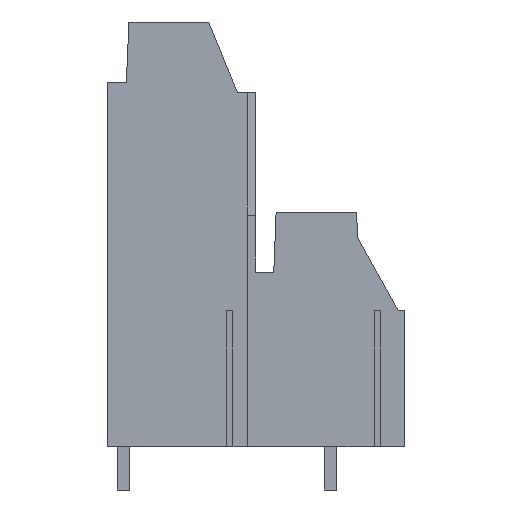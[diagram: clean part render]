
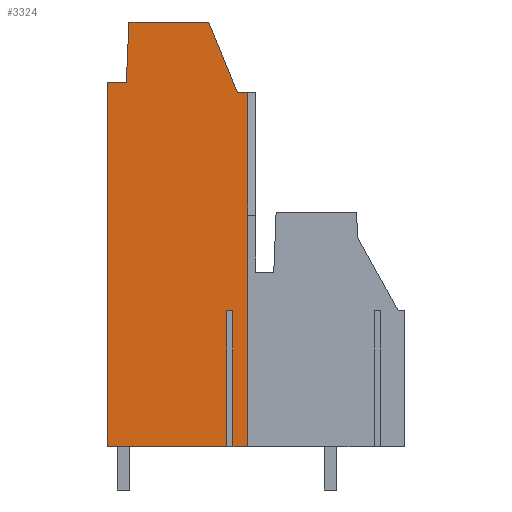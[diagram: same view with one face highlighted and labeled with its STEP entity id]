
A CAD part, left-side view. The second image highlights one B-rep face of the part: STEP entity #3324.
In plain terms, the highlighted planar face has unit normal (-1, 0, 0).
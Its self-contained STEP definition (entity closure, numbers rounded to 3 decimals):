
#3249=AXIS2_PLACEMENT_3D('Plane Axis2P3D',#3246,#3247,#3248) ;
#602=CARTESIAN_POINT('Vertex',(0.,21.94,3.2)) ;
#794=CARTESIAN_POINT('Vertex',(0.,11.574,3.2)) ;
#797=CARTESIAN_POINT('Line Origine',(0.,12.12,3.2)) ;
#801=CARTESIAN_POINT('Vertex',(0.,12.665,3.2)) ;
#850=CARTESIAN_POINT('Vertex',(0.,13.115,3.2)) ;
#853=CARTESIAN_POINT('Line Origine',(0.,17.528,3.2)) ;
#1230=CARTESIAN_POINT('Vertex',(0.,11.574,29.26)) ;
#1233=CARTESIAN_POINT('Line Origine',(0.,11.574,16.23)) ;
#3246=CARTESIAN_POINT('Axis2P3D Location',(0.,11.,17.2)) ;
#3251=CARTESIAN_POINT('Line Origine',(0.,21.94,16.625)) ;
#3255=CARTESIAN_POINT('Vertex',(0.,21.94,30.05)) ;
#3258=CARTESIAN_POINT('Line Origine',(0.,13.115,8.2)) ;
#3262=CARTESIAN_POINT('Vertex',(0.,13.115,13.2)) ;
#3265=CARTESIAN_POINT('Line Origine',(0.,12.89,13.2)) ;
#3269=CARTESIAN_POINT('Vertex',(0.,12.665,13.2)) ;
#3272=CARTESIAN_POINT('Line Origine',(0.,12.665,8.2)) ;
#3277=CARTESIAN_POINT('Line Origine',(0.,11.956,29.26)) ;
#3281=CARTESIAN_POINT('Vertex',(0.,12.337,29.26)) ;
#3284=CARTESIAN_POINT('Line Origine',(0.,13.393,31.865)) ;
#3288=CARTESIAN_POINT('Vertex',(0.,14.449,34.47)) ;
#3291=CARTESIAN_POINT('Line Origine',(0.,17.389,34.47)) ;
#3295=CARTESIAN_POINT('Vertex',(0.,20.328,34.47)) ;
#3298=CARTESIAN_POINT('Line Origine',(0.,20.424,32.26)) ;
#3302=CARTESIAN_POINT('Vertex',(0.,20.521,30.05)) ;
#3305=CARTESIAN_POINT('Line Origine',(0.,21.23,30.05)) ;
#798=DIRECTION('Vector Direction',(0.,1.,0.)) ;
#854=DIRECTION('Vector Direction',(0.,1.,0.)) ;
#1234=DIRECTION('Vector Direction',(0.,0.,1.)) ;
#3247=DIRECTION('Axis2P3D Direction',(1.,0.,0.)) ;
#3248=DIRECTION('Axis2P3D XDirection',(0.,1.,0.)) ;
#3252=DIRECTION('Vector Direction',(0.,0.,-1.)) ;
#3259=DIRECTION('Vector Direction',(0.,0.,1.)) ;
#3266=DIRECTION('Vector Direction',(0.,1.,0.)) ;
#3273=DIRECTION('Vector Direction',(0.,0.,1.)) ;
#3278=DIRECTION('Vector Direction',(0.,1.,0.)) ;
#3285=DIRECTION('Vector Direction',(0.,0.376,0.927)) ;
#3292=DIRECTION('Vector Direction',(0.,1.,0.)) ;
#3299=DIRECTION('Vector Direction',(0.,-0.044,0.999)) ;
#3306=DIRECTION('Vector Direction',(0.,1.,0.)) ;
#799=VECTOR('Line Direction',#798,1.) ;
#855=VECTOR('Line Direction',#854,1.) ;
#1235=VECTOR('Line Direction',#1234,1.) ;
#3253=VECTOR('Line Direction',#3252,1.) ;
#3260=VECTOR('Line Direction',#3259,1.) ;
#3267=VECTOR('Line Direction',#3266,1.) ;
#3274=VECTOR('Line Direction',#3273,1.) ;
#3279=VECTOR('Line Direction',#3278,1.) ;
#3286=VECTOR('Line Direction',#3285,1.) ;
#3293=VECTOR('Line Direction',#3292,1.) ;
#3300=VECTOR('Line Direction',#3299,1.) ;
#3307=VECTOR('Line Direction',#3306,1.) ;
#3311=ORIENTED_EDGE('',*,*,#3257,.T.) ;
#3312=ORIENTED_EDGE('',*,*,#857,.F.) ;
#3313=ORIENTED_EDGE('',*,*,#3264,.T.) ;
#3314=ORIENTED_EDGE('',*,*,#3271,.F.) ;
#3315=ORIENTED_EDGE('',*,*,#3276,.F.) ;
#3316=ORIENTED_EDGE('',*,*,#803,.F.) ;
#3317=ORIENTED_EDGE('',*,*,#1237,.T.) ;
#3318=ORIENTED_EDGE('',*,*,#3283,.T.) ;
#3319=ORIENTED_EDGE('',*,*,#3290,.T.) ;
#3320=ORIENTED_EDGE('',*,*,#3297,.T.) ;
#3321=ORIENTED_EDGE('',*,*,#3304,.F.) ;
#3322=ORIENTED_EDGE('',*,*,#3309,.T.) ;
#3324=ADVANCED_FACE('housing',(#3323),#3250,.F.) ;
#803=EDGE_CURVE('',#795,#802,#800,.T.) ;
#857=EDGE_CURVE('',#851,#603,#856,.T.) ;
#1237=EDGE_CURVE('',#795,#1231,#1236,.T.) ;
#3257=EDGE_CURVE('',#3256,#603,#3254,.T.) ;
#3264=EDGE_CURVE('',#851,#3263,#3261,.T.) ;
#3271=EDGE_CURVE('',#3270,#3263,#3268,.T.) ;
#3276=EDGE_CURVE('',#802,#3270,#3275,.T.) ;
#3283=EDGE_CURVE('',#1231,#3282,#3280,.T.) ;
#3290=EDGE_CURVE('',#3282,#3289,#3287,.T.) ;
#3297=EDGE_CURVE('',#3289,#3296,#3294,.T.) ;
#3304=EDGE_CURVE('',#3303,#3296,#3301,.T.) ;
#3309=EDGE_CURVE('',#3303,#3256,#3308,.T.) ;
#3310=EDGE_LOOP('',(#3311,#3312,#3313,#3314,#3315,#3316,#3317,#3318,#3319,#3320,#3321,#3322)) ;
#3323=FACE_OUTER_BOUND('',#3310,.T.) ;
#800=LINE('Line',#797,#799) ;
#856=LINE('Line',#853,#855) ;
#1236=LINE('Line',#1233,#1235) ;
#3254=LINE('Line',#3251,#3253) ;
#3261=LINE('Line',#3258,#3260) ;
#3268=LINE('Line',#3265,#3267) ;
#3275=LINE('Line',#3272,#3274) ;
#3280=LINE('Line',#3277,#3279) ;
#3287=LINE('Line',#3284,#3286) ;
#3294=LINE('Line',#3291,#3293) ;
#3301=LINE('Line',#3298,#3300) ;
#3308=LINE('Line',#3305,#3307) ;
#3250=PLANE('',#3249) ;
#603=VERTEX_POINT('',#602) ;
#795=VERTEX_POINT('',#794) ;
#802=VERTEX_POINT('',#801) ;
#851=VERTEX_POINT('',#850) ;
#1231=VERTEX_POINT('',#1230) ;
#3256=VERTEX_POINT('',#3255) ;
#3263=VERTEX_POINT('',#3262) ;
#3270=VERTEX_POINT('',#3269) ;
#3282=VERTEX_POINT('',#3281) ;
#3289=VERTEX_POINT('',#3288) ;
#3296=VERTEX_POINT('',#3295) ;
#3303=VERTEX_POINT('',#3302) ;
